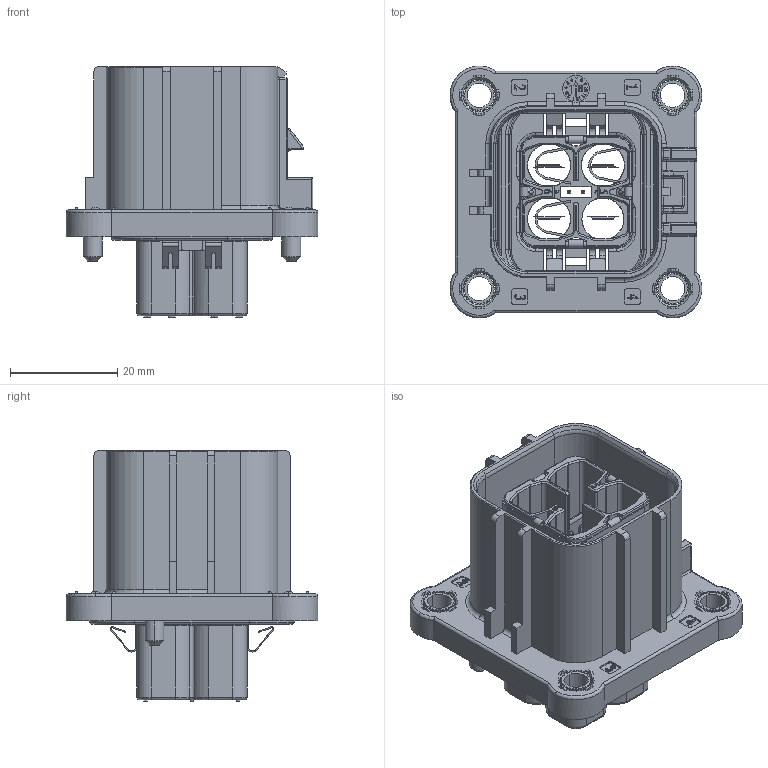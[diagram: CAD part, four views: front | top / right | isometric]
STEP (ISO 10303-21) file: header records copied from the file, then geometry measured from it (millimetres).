
FILE_DESCRIPTION (( 'STEP AP203' ), '1' );
FILE_NAME ('YGC1174-EV-P(4+2)RBB脣釱.SLDPRT.STEP', '2019-12-10T06:18:35', ( 'yguser' ), ( 'yongguikeji' ), 'SwSTEP 2.0', 'SolidWorks 2018', '' );
FILE_SCHEMA (( 'CONFIG_CONTROL_DESIGN' ));
Products named in the file (1): YGC1174-EV-P(4+2)RBB脣釱.SLDPRT
Bounding box: 46.9 x 46.88 x 46.7 mm (x, y, z)
Surface area: 23860.2 mm2 (no closed solid volume)
Topology: 0 solids, 16 shells, 1803 faces, 6473 edges, 4552 vertices
Faces by surface type: plane 866, cylinder 706, bspline 94, torus 86, cone 46, sphere 5
Entity records: 77985 total; most frequent: CARTESIAN_POINT 23984, DIRECTION 10950, ORIENTED_EDGE 10727, EDGE_CURVE 6462, VERTEX_POINT 4552, LINE 4220, VECTOR 4220, AXIS2_PLACEMENT_3D 3365
